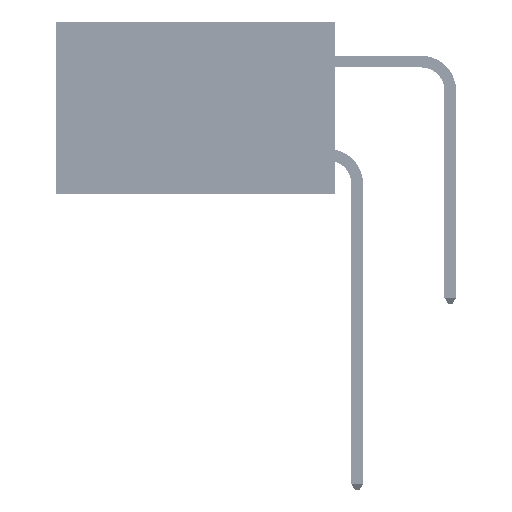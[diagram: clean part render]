
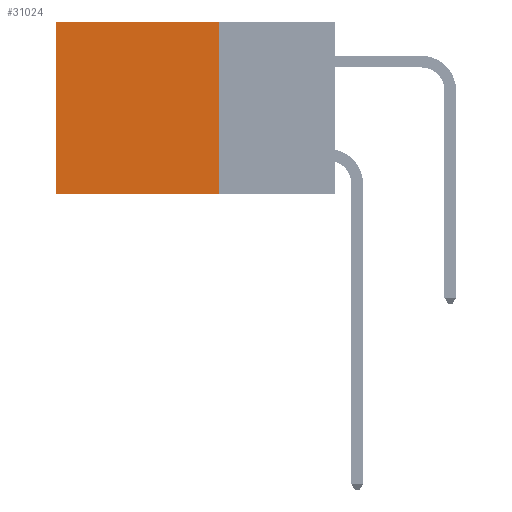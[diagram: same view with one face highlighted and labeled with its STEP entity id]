
A CAD part, left-side view. The second image highlights one B-rep face of the part: STEP entity #31024.
In plain terms, the highlighted planar face has unit normal (-1, 0, 0).
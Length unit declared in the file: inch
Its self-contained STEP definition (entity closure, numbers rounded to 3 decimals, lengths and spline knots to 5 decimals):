
#2473 = DIRECTION ( 'NONE',  ( 0., 1., 0. ) ) ;
#4345 = VERTEX_POINT ( 'NONE', #33886 ) ;
#4679 = CARTESIAN_POINT ( 'NONE',  ( 0.2875, 0.6, -0.37 ) ) ;
#4720 = EDGE_LOOP ( 'NONE', ( #24585, #35262, #43803, #30491 ) ) ;
#6567 = CARTESIAN_POINT ( 'NONE',  ( 0.2875, 0.25, -0.37 ) ) ;
#7173 = LINE ( 'NONE', #12429, #28205 ) ;
#10112 = EDGE_CURVE ( 'NONE', #40783, #46729, #27932, .T. ) ;
#12429 = CARTESIAN_POINT ( 'NONE',  ( 0.2875, 0.6, 0. ) ) ;
#13479 = PLANE ( 'NONE',  #36192 ) ;
#15287 = VECTOR ( 'NONE', #21894, 39.37008 ) ;
#16636 = DIRECTION ( 'NONE',  ( 0., 0., -1. ) ) ;
#17662 = CARTESIAN_POINT ( 'NONE',  ( 0.2875, 0.25, 0. ) ) ;
#19579 = EDGE_CURVE ( 'NONE', #30473, #46729, #7173, .T. ) ;
#21894 = DIRECTION ( 'NONE',  ( 0., 1., 0. ) ) ;
#21936 = CARTESIAN_POINT ( 'NONE',  ( 0.2875, 0.25, 0. ) ) ;
#21975 = CARTESIAN_POINT ( 'NONE',  ( 0.2875, 0.25, 0. ) ) ;
#24585 = ORIENTED_EDGE ( 'NONE', *, *, #19579, .T. ) ;
#25214 = CARTESIAN_POINT ( 'NONE',  ( 0.2875, 0.25, -0.37 ) ) ;
#26153 = LINE ( 'NONE', #21975, #46948 ) ;
#26159 = DIRECTION ( 'NONE',  ( 0., 0., -1. ) ) ;
#27932 = LINE ( 'NONE', #6567, #37714 ) ;
#28097 = EDGE_CURVE ( 'NONE', #4345, #30473, #37578, .T. ) ;
#28205 = VECTOR ( 'NONE', #16636, 39.37008 ) ;
#30473 = VERTEX_POINT ( 'NONE', #43639 ) ;
#30491 = ORIENTED_EDGE ( 'NONE', *, *, #28097, .T. ) ;
#31024 = ADVANCED_FACE ( 'NONE', ( #44379 ), #13479, .F. ) ;
#33886 = CARTESIAN_POINT ( 'NONE',  ( 0.2875, 0.25, 0. ) ) ;
#34982 = EDGE_CURVE ( 'NONE', #4345, #40783, #26153, .T. ) ;
#35262 = ORIENTED_EDGE ( 'NONE', *, *, #10112, .F. ) ;
#36192 = AXIS2_PLACEMENT_3D ( 'NONE', #21936, #50986, #26159 ) ;
#37578 = LINE ( 'NONE', #17662, #15287 ) ;
#37714 = VECTOR ( 'NONE', #2473, 39.37008 ) ;
#40783 = VERTEX_POINT ( 'NONE', #25214 ) ;
#42880 = DIRECTION ( 'NONE',  ( 0., 0., -1. ) ) ;
#43639 = CARTESIAN_POINT ( 'NONE',  ( 0.2875, 0.6, 0. ) ) ;
#43803 = ORIENTED_EDGE ( 'NONE', *, *, #34982, .F. ) ;
#44379 = FACE_OUTER_BOUND ( 'NONE', #4720, .T. ) ;
#46729 = VERTEX_POINT ( 'NONE', #4679 ) ;
#46948 = VECTOR ( 'NONE', #42880, 39.37008 ) ;
#50986 = DIRECTION ( 'NONE',  ( 1., 0., 0. ) ) ;
